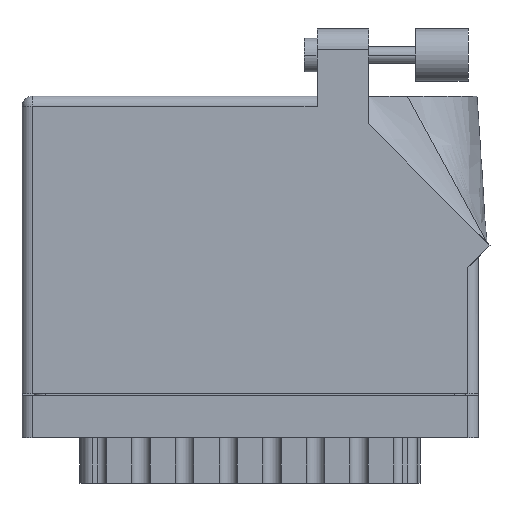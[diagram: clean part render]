
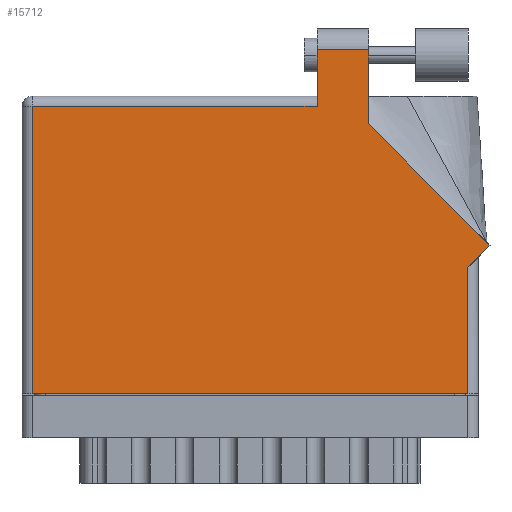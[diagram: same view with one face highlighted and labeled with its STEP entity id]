
A CAD part, front view. The second image highlights one B-rep face of the part: STEP entity #15712.
In plain terms, the highlighted face is planar.
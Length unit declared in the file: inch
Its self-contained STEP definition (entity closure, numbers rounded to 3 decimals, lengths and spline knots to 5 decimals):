
#2983 = CARTESIAN_POINT ( 'NONE',  ( 1.758, 1.713, 0. ) ) ;
#3426 = DIRECTION ( 'NONE',  ( -0.707, 0.707, 0. ) ) ;
#5123 = VERTEX_POINT ( 'NONE', #44286 ) ;
#5985 = FACE_OUTER_BOUND ( 'NONE', #23873, .T. ) ;
#6360 = VECTOR ( 'NONE', #39680, 39.37008 ) ;
#8437 = ORIENTED_EDGE ( 'NONE', *, *, #65553, .T. ) ;
#9992 = PLANE ( 'NONE',  #42169 ) ;
#10110 = CARTESIAN_POINT ( 'NONE',  ( 0.062, 1.713, 0. ) ) ;
#13336 = ORIENTED_EDGE ( 'NONE', *, *, #14228, .T. ) ;
#14228 = EDGE_CURVE ( 'NONE', #5123, #61110, #36470, .T. ) ;
#15712 = ADVANCED_FACE ( 'NONE', ( #5985 ), #9992, .F. ) ;
#15978 = DIRECTION ( 'NONE',  ( -1., 0., 0. ) ) ;
#16276 = VECTOR ( 'NONE', #16845, 39.37008 ) ;
#16845 = DIRECTION ( 'NONE',  ( 1., 0., 0. ) ) ;
#18198 = EDGE_CURVE ( 'NONE', #42293, #54312, #70831, .T. ) ;
#20016 = CARTESIAN_POINT ( 'NONE',  ( 2.656, 0.815, 0. ) ) ;
#20894 = ORIENTED_EDGE ( 'NONE', *, *, #30915, .T. ) ;
#22393 = VERTEX_POINT ( 'NONE', #46239 ) ;
#23406 = CARTESIAN_POINT ( 'NONE',  ( 0., 1.713, 0. ) ) ;
#23873 = EDGE_LOOP ( 'NONE', ( #13336, #42349, #39412, #20894, #62711, #51182, #30323, #55933, #8437 ) ) ;
#26092 = LINE ( 'NONE', #34171, #6360 ) ;
#26815 = LINE ( 'NONE', #38857, #43056 ) ;
#27849 = VECTOR ( 'NONE', #3426, 39.37008 ) ;
#28285 = LINE ( 'NONE', #63943, #58180 ) ;
#30077 = VERTEX_POINT ( 'NONE', #10110 ) ;
#30323 = ORIENTED_EDGE ( 'NONE', *, *, #65001, .T. ) ;
#30915 = EDGE_CURVE ( 'NONE', #67157, #30077, #31592, .T. ) ;
#31592 = LINE ( 'NONE', #23406, #68388 ) ;
#31741 = DIRECTION ( 'NONE',  ( 0.707, 0.707, 0. ) ) ;
#31992 = DIRECTION ( 'NONE',  ( 0., 1., 0. ) ) ;
#32261 = DIRECTION ( 'NONE',  ( 0., 0., -1. ) ) ;
#32366 = CARTESIAN_POINT ( 'NONE',  ( 2.656, 0.753, 0. ) ) ;
#32562 = LINE ( 'NONE', #43651, #16276 ) ;
#34040 = DIRECTION ( 'NONE',  ( 0., -1., 0. ) ) ;
#34171 = CARTESIAN_POINT ( 'NONE',  ( 0.062, 0., 0. ) ) ;
#36470 = LINE ( 'NONE', #37757, #52686 ) ;
#36701 = EDGE_CURVE ( 'NONE', #22393, #67157, #26815, .T. ) ;
#37757 = CARTESIAN_POINT ( 'NONE',  ( 2.065, 1.60942, 0. ) ) ;
#38797 = EDGE_CURVE ( 'NONE', #61110, #22393, #28285, .T. ) ;
#38857 = CARTESIAN_POINT ( 'NONE',  ( 1.758, 1.775, 0. ) ) ;
#39412 = ORIENTED_EDGE ( 'NONE', *, *, #36701, .T. ) ;
#39680 = DIRECTION ( 'NONE',  ( 0., -1., 0. ) ) ;
#41517 = DIRECTION ( 'NONE',  ( -1., 0., 0. ) ) ;
#41736 = VECTOR ( 'NONE', #31741, 39.37008 ) ;
#42169 = AXIS2_PLACEMENT_3D ( 'NONE', #65010, #32261, #15978 ) ;
#42293 = VERTEX_POINT ( 'NONE', #32366 ) ;
#42349 = ORIENTED_EDGE ( 'NONE', *, *, #38797, .T. ) ;
#43056 = VECTOR ( 'NONE', #34040, 39.37008 ) ;
#43350 = EDGE_CURVE ( 'NONE', #51831, #61420, #32562, .T. ) ;
#43651 = CARTESIAN_POINT ( 'NONE',  ( 0., 0., 0. ) ) ;
#44286 = CARTESIAN_POINT ( 'NONE',  ( 2.065, 1.60942, 0. ) ) ;
#46239 = CARTESIAN_POINT ( 'NONE',  ( 1.758, 2.05, 0. ) ) ;
#46291 = CARTESIAN_POINT ( 'NONE',  ( 2.065, 2.05, 0. ) ) ;
#46854 = LINE ( 'NONE', #20016, #49399 ) ;
#47305 = DIRECTION ( 'NONE',  ( 0., 1., 0. ) ) ;
#48389 = CARTESIAN_POINT ( 'NONE',  ( 2.656, 0., 0. ) ) ;
#49399 = VECTOR ( 'NONE', #47305, 39.37008 ) ;
#50901 = DIRECTION ( 'NONE',  ( -1., 0., 0. ) ) ;
#51182 = ORIENTED_EDGE ( 'NONE', *, *, #43350, .T. ) ;
#51831 = VERTEX_POINT ( 'NONE', #51888 ) ;
#51888 = CARTESIAN_POINT ( 'NONE',  ( 0.062, 0., 0. ) ) ;
#52686 = VECTOR ( 'NONE', #31992, 39.37008 ) ;
#52690 = CARTESIAN_POINT ( 'NONE',  ( 2.78871, 0.88571, 0. ) ) ;
#54312 = VERTEX_POINT ( 'NONE', #58498 ) ;
#55933 = ORIENTED_EDGE ( 'NONE', *, *, #18198, .T. ) ;
#56816 = EDGE_CURVE ( 'NONE', #30077, #51831, #26092, .T. ) ;
#58180 = VECTOR ( 'NONE', #41517, 39.37008 ) ;
#58498 = CARTESIAN_POINT ( 'NONE',  ( 2.78871, 0.88571, 0. ) ) ;
#59533 = LINE ( 'NONE', #52690, #27849 ) ;
#61110 = VERTEX_POINT ( 'NONE', #46291 ) ;
#61420 = VERTEX_POINT ( 'NONE', #48389 ) ;
#62711 = ORIENTED_EDGE ( 'NONE', *, *, #56816, .T. ) ;
#63943 = CARTESIAN_POINT ( 'NONE',  ( 1.758, 2.05, 0. ) ) ;
#64703 = CARTESIAN_POINT ( 'NONE',  ( 2.718, 0.815, 0. ) ) ;
#65001 = EDGE_CURVE ( 'NONE', #61420, #42293, #46854, .T. ) ;
#65010 = CARTESIAN_POINT ( 'NONE',  ( 0., 1.775, 0. ) ) ;
#65553 = EDGE_CURVE ( 'NONE', #54312, #5123, #59533, .T. ) ;
#67157 = VERTEX_POINT ( 'NONE', #2983 ) ;
#68388 = VECTOR ( 'NONE', #50901, 39.37008 ) ;
#70831 = LINE ( 'NONE', #64703, #41736 ) ;
